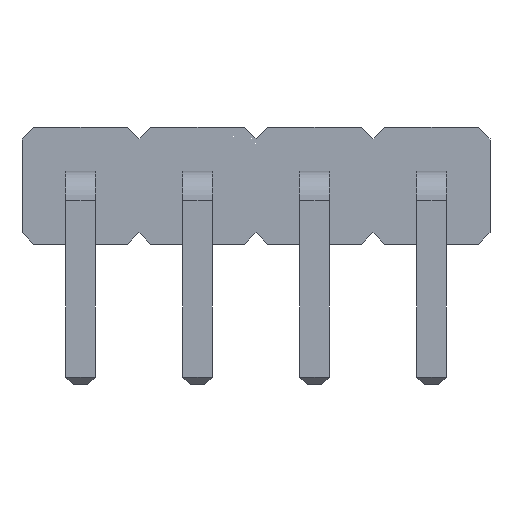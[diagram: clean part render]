
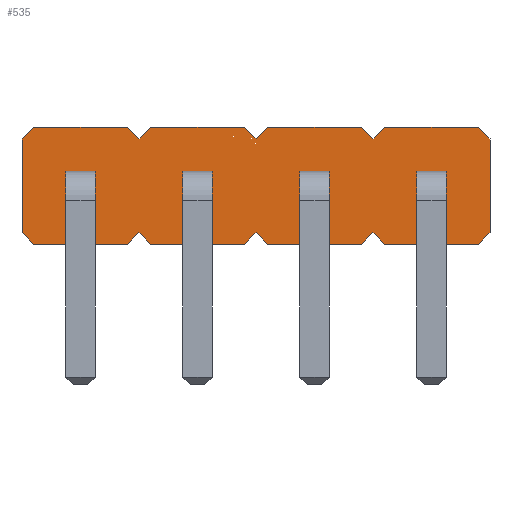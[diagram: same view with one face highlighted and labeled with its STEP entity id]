
A CAD part, left-side view. The second image highlights one B-rep face of the part: STEP entity #535.
In plain terms, the highlighted planar face has unit normal (-1, 0, 0).
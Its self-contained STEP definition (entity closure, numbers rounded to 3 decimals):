
#13=DIRECTION('',(0.,0.,1.));
#22=VERTEX_POINT('',#23);
#23=CARTESIAN_POINT('',(1.5,1.,0.2));
#34=VECTOR('',#35,1.);
#35=DIRECTION('',(0.,-0.707,-0.707));
#38=VERTEX_POINT('',#39);
#39=CARTESIAN_POINT('',(1.5,0.8,0.));
#42=EDGE_CURVE('',#22,#38,#43,.T.);
#43=LINE('',#23,#34);
#46=DIRECTION('',(0.,0.707,-0.707));
#56=VECTOR('',#57,1.);
#57=DIRECTION('',(0.,-1.,0.));
#60=VERTEX_POINT('',#61);
#61=CARTESIAN_POINT('',(1.5,-0.8,0.));
#64=EDGE_CURVE('',#38,#60,#65,.T.);
#65=LINE('',#39,#56);
#78=VECTOR('',#79,1.);
#79=DIRECTION('',(0.,-0.707,0.707));
#82=VERTEX_POINT('',#83);
#83=CARTESIAN_POINT('',(1.5,-1.,0.2));
#86=EDGE_CURVE('',#60,#82,#87,.T.);
#87=LINE('',#61,#78);
#102=VERTEX_POINT('',#103);
#103=CARTESIAN_POINT('',(1.5,-1.2,0.));
#106=EDGE_CURVE('',#82,#102,#107,.T.);
#107=LINE('',#83,#34);
#121=VERTEX_POINT('',#122);
#122=CARTESIAN_POINT('',(1.5,-2.8,0.));
#125=EDGE_CURVE('',#102,#121,#126,.T.);
#126=LINE('',#103,#56);
#140=VERTEX_POINT('',#141);
#141=CARTESIAN_POINT('',(1.5,-3.,0.2));
#144=EDGE_CURVE('',#121,#140,#145,.T.);
#145=LINE('',#122,#78);
#159=VERTEX_POINT('',#160);
#160=CARTESIAN_POINT('',(1.5,-3.2,0.));
#163=EDGE_CURVE('',#140,#159,#164,.T.);
#164=LINE('',#141,#34);
#179=VERTEX_POINT('',#180);
#180=CARTESIAN_POINT('',(1.5,-4.8,0.));
#183=EDGE_CURVE('',#159,#179,#184,.T.);
#184=LINE('',#185,#56);
#185=CARTESIAN_POINT('',(1.5,-3.2,0.));
#199=VERTEX_POINT('',#200);
#200=CARTESIAN_POINT('',(1.5,-5.,0.2));
#203=EDGE_CURVE('',#179,#199,#204,.T.);
#204=LINE('',#180,#78);
#218=VERTEX_POINT('',#219);
#219=CARTESIAN_POINT('',(1.5,-5.2,0.));
#222=EDGE_CURVE('',#199,#218,#223,.T.);
#223=LINE('',#200,#34);
#238=VERTEX_POINT('',#239);
#239=CARTESIAN_POINT('',(1.5,-6.8,0.));
#242=EDGE_CURVE('',#218,#238,#243,.T.);
#243=LINE('',#244,#56);
#244=CARTESIAN_POINT('',(1.5,-5.2,0.));
#258=VERTEX_POINT('',#259);
#259=CARTESIAN_POINT('',(1.5,-7.,0.2));
#262=EDGE_CURVE('',#238,#258,#263,.T.);
#263=LINE('',#239,#78);
#275=VECTOR('',#13,1.);
#278=VERTEX_POINT('',#279);
#279=CARTESIAN_POINT('',(1.5,-7.,1.8));
#282=EDGE_CURVE('',#258,#278,#283,.T.);
#283=LINE('',#259,#275);
#295=VECTOR('',#296,1.);
#296=DIRECTION('',(0.,0.707,0.707));
#299=VERTEX_POINT('',#300);
#300=CARTESIAN_POINT('',(1.5,-6.8,2.));
#303=EDGE_CURVE('',#278,#299,#304,.T.);
#304=LINE('',#279,#295);
#316=VECTOR('',#317,1.);
#317=DIRECTION('',(0.,1.,0.));
#320=VERTEX_POINT('',#321);
#321=CARTESIAN_POINT('',(1.5,-5.2,2.));
#324=EDGE_CURVE('',#299,#320,#325,.T.);
#325=LINE('',#300,#316);
#337=VECTOR('',#46,1.);
#340=VERTEX_POINT('',#341);
#341=CARTESIAN_POINT('',(1.5,-5.,1.8));
#344=EDGE_CURVE('',#320,#340,#345,.T.);
#345=LINE('',#321,#337);
#359=VERTEX_POINT('',#360);
#360=CARTESIAN_POINT('',(1.5,-4.8,2.));
#363=EDGE_CURVE('',#340,#359,#364,.T.);
#364=LINE('',#341,#295);
#378=VERTEX_POINT('',#379);
#379=CARTESIAN_POINT('',(1.5,-3.2,2.));
#382=EDGE_CURVE('',#359,#378,#383,.T.);
#383=LINE('',#360,#316);
#397=VERTEX_POINT('',#398);
#398=CARTESIAN_POINT('',(1.5,-3.,1.8));
#401=EDGE_CURVE('',#378,#397,#402,.T.);
#402=LINE('',#379,#337);
#416=VERTEX_POINT('',#417);
#417=CARTESIAN_POINT('',(1.5,-2.8,2.));
#420=EDGE_CURVE('',#397,#416,#421,.T.);
#421=LINE('',#398,#295);
#435=VERTEX_POINT('',#436);
#436=CARTESIAN_POINT('',(1.5,-1.2,2.));
#439=EDGE_CURVE('',#416,#435,#440,.T.);
#440=LINE('',#417,#316);
#454=VERTEX_POINT('',#455);
#455=CARTESIAN_POINT('',(1.5,-1.,1.8));
#458=EDGE_CURVE('',#435,#454,#459,.T.);
#459=LINE('',#436,#337);
#473=VERTEX_POINT('',#474);
#474=CARTESIAN_POINT('',(1.5,-0.8,2.));
#477=EDGE_CURVE('',#454,#473,#478,.T.);
#478=LINE('',#455,#295);
#492=VERTEX_POINT('',#493);
#493=CARTESIAN_POINT('',(1.5,0.8,2.));
#496=EDGE_CURVE('',#473,#492,#497,.T.);
#497=LINE('',#474,#316);
#511=VERTEX_POINT('',#512);
#512=CARTESIAN_POINT('',(1.5,1.,1.8));
#515=EDGE_CURVE('',#492,#511,#516,.T.);
#516=LINE('',#493,#337);
#526=VECTOR('',#527,1.);
#527=DIRECTION('',(0.,0.,-1.));
#530=EDGE_CURVE('',#511,#22,#531,.T.);
#531=LINE('',#512,#526);
#535=ADVANCED_FACE('',(#536),#564,.T.);
#536=FACE_BOUND('',#537,.T.);
#537=EDGE_LOOP('',(#538,#539,#540,#541,#542,#543,#544,#545,#546,#547,#548,#549,#550,#551,#552,#553,#554,#555,#556,#557,#558,#559,#560,#561,#562,#563));
#538=ORIENTED_EDGE('',*,*,#42,.T.);
#539=ORIENTED_EDGE('',*,*,#64,.T.);
#540=ORIENTED_EDGE('',*,*,#86,.T.);
#541=ORIENTED_EDGE('',*,*,#106,.T.);
#542=ORIENTED_EDGE('',*,*,#125,.T.);
#543=ORIENTED_EDGE('',*,*,#144,.T.);
#544=ORIENTED_EDGE('',*,*,#163,.T.);
#545=ORIENTED_EDGE('',*,*,#183,.T.);
#546=ORIENTED_EDGE('',*,*,#203,.T.);
#547=ORIENTED_EDGE('',*,*,#222,.T.);
#548=ORIENTED_EDGE('',*,*,#242,.T.);
#549=ORIENTED_EDGE('',*,*,#262,.T.);
#550=ORIENTED_EDGE('',*,*,#282,.T.);
#551=ORIENTED_EDGE('',*,*,#303,.T.);
#552=ORIENTED_EDGE('',*,*,#324,.T.);
#553=ORIENTED_EDGE('',*,*,#344,.T.);
#554=ORIENTED_EDGE('',*,*,#363,.T.);
#555=ORIENTED_EDGE('',*,*,#382,.T.);
#556=ORIENTED_EDGE('',*,*,#401,.T.);
#557=ORIENTED_EDGE('',*,*,#420,.T.);
#558=ORIENTED_EDGE('',*,*,#439,.T.);
#559=ORIENTED_EDGE('',*,*,#458,.T.);
#560=ORIENTED_EDGE('',*,*,#477,.T.);
#561=ORIENTED_EDGE('',*,*,#496,.T.);
#562=ORIENTED_EDGE('',*,*,#515,.T.);
#563=ORIENTED_EDGE('',*,*,#530,.T.);
#564=PLANE('',#565);
#565=AXIS2_PLACEMENT_3D('',#566,#567,#568);
#566=CARTESIAN_POINT('',(1.5,-3.,1.));
#567=DIRECTION('',(-1.,0.,0.));
#568=DIRECTION('',(0.,-1.,0.));
